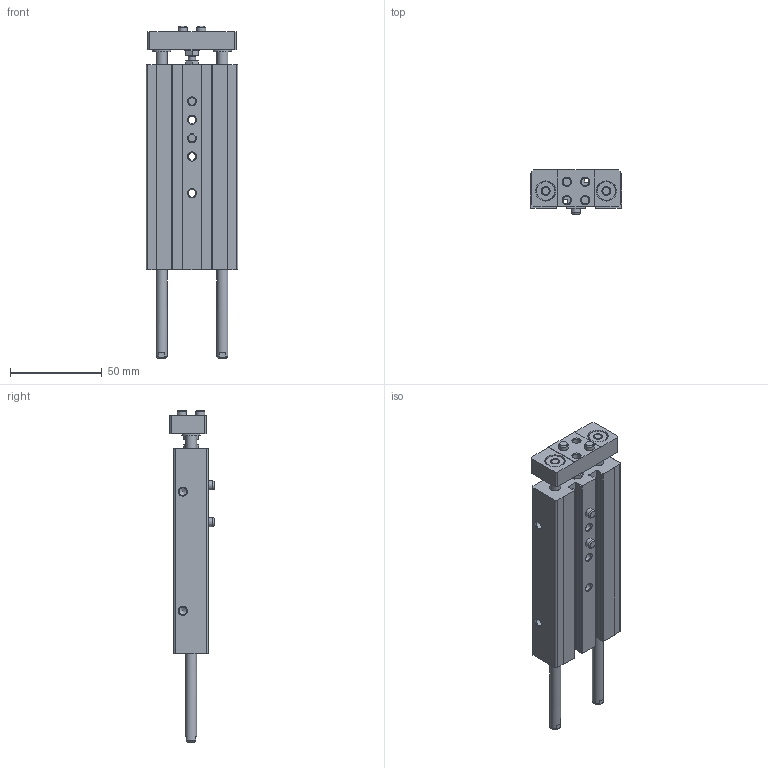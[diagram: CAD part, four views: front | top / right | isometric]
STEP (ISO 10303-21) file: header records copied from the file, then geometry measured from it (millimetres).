
FILE_DESCRIPTION(/* description */ ('STEP AP214'),/* implementation_level */ '2;1');
FILE_NAME(/* name */ '159864_DPZ-10-40-P-A-S2',/* time_stamp */ '2024-08-20T23:17:40+02:00',/* author */ ('License CC BY-ND 4.0'),/* organization */ ('CADENAS'),/* preprocessor_version */ 'ST-DEVELOPER v19.3',/* originating_system */ 'PARTsolutions',/* authorisation */ ' ');
FILE_SCHEMA (('AUTOMOTIVE_DESIGN {1 0 10303 214 3 1 1}'));
Length unit declared in the file: millimetre
Products named in the file (6): 159864 DPZ-10-40-P-A-S2---(asm_0); 159864 DPZ-10-40-P-A-S2---(Z); 159864 DPZ-10-40-P-A-S2---(K); 150928 ZBS-5; DIN-439-B - M4(F); Hexagon bolt DIN 933 - M4x18
Assembly tree (8 placements, depth 2):
  159864 DPZ-10-40-P-A-S2---(asm_0)
    159864 DPZ-10-40-P-A-S2---(Z)
    159864 DPZ-10-40-P-A-S2---(K)
    150928 ZBS-5  x4
    DIN-439-B - M4(F)
    Hexagon bolt DIN 933 - M4x18
Bounding box: 50 x 24 x 180.6 mm (x, y, z)
Volume: 98902.1 mm3; surface area: 41039.3 mm2
Topology: 8 solids, 8 shells, 262 faces, 632 edges, 406 vertices
Faces by surface type: plane 122, cylinder 86, cone 51, torus 3
Full cylindrical faces by diameter (mm): 3.242 x9, 4 x1, 4.134 x7, 5 x10, 6 x8, 6.03 x1, 7.5 x3, 8 x1, 10 x8, 11 x2
Entity records: 6966 total; most frequent: CARTESIAN_POINT 1292, DIRECTION 1180, ORIENTED_EDGE 992, EDGE_CURVE 496, AXIS2_PLACEMENT_3D 468, FACE_BOUND 382, VERTEX_POINT 374, EDGE_LOOP 374
